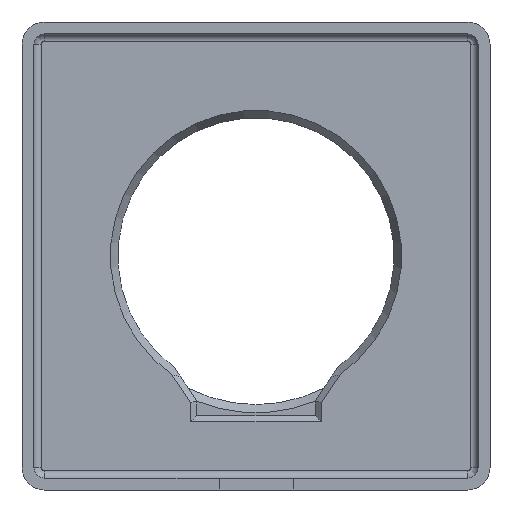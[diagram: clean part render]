
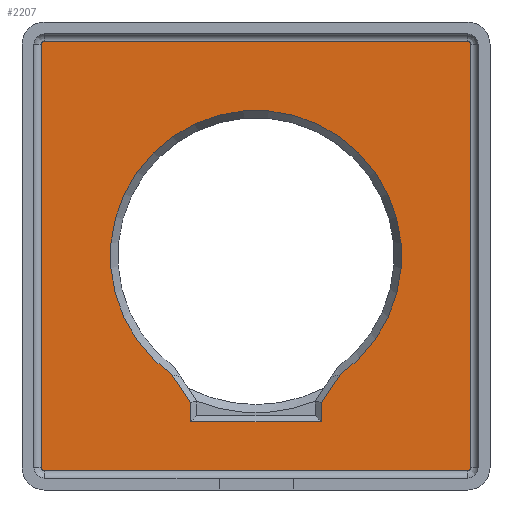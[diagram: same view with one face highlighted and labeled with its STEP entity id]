
A CAD part, front view. The second image highlights one B-rep face of the part: STEP entity #2207.
In plain terms, the highlighted planar face has unit normal (0, -1, 0).
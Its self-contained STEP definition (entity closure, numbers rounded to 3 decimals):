
#37=FACE_BOUND('',#850,.T.);
#65=PLANE('',#2340);
#152=LINE('',#3080,#423);
#155=LINE('',#3087,#426);
#156=LINE('',#3120,#427);
#159=LINE('',#3127,#430);
#203=LINE('',#3232,#474);
#204=LINE('',#3236,#475);
#205=LINE('',#3238,#476);
#206=LINE('',#3240,#477);
#207=LINE('',#3241,#478);
#423=VECTOR('',#2485,1.);
#426=VECTOR('',#2492,1.);
#427=VECTOR('',#2509,1.);
#430=VECTOR('',#2516,1.);
#474=VECTOR('',#2578,10.);
#475=VECTOR('',#2581,10.);
#476=VECTOR('',#2582,10.);
#477=VECTOR('',#2583,10.);
#478=VECTOR('',#2584,10.);
#724=FACE_OUTER_BOUND('',#849,.T.);
#849=EDGE_LOOP('',(#1633,#1634,#1635,#1636,#1637,#1638,#1639,#1640));
#850=EDGE_LOOP('',(#1641,#1642,#1643,#1644,#1645,#1646));
#981=CIRCLE('',#2315,0.4);
#987=CIRCLE('',#2323,0.4);
#991=CIRCLE('',#2327,0.4);
#994=CIRCLE('',#2332,0.4);
#998=CIRCLE('',#2341,19.6);
#1023=VERTEX_POINT('',#3069);
#1024=VERTEX_POINT('',#3071);
#1027=VERTEX_POINT('',#3078);
#1028=VERTEX_POINT('',#3083);
#1031=VERTEX_POINT('',#3098);
#1032=VERTEX_POINT('',#3111);
#1035=VERTEX_POINT('',#3118);
#1036=VERTEX_POINT('',#3123);
#1079=VERTEX_POINT('',#3230);
#1080=VERTEX_POINT('',#3231);
#1081=VERTEX_POINT('',#3233);
#1082=VERTEX_POINT('',#3235);
#1083=VERTEX_POINT('',#3237);
#1084=VERTEX_POINT('',#3239);
#1229=EDGE_CURVE('',#1023,#1024,#981,.T.);
#1233=EDGE_CURVE('',#1027,#1023,#152,.T.);
#1237=EDGE_CURVE('',#1024,#1028,#155,.T.);
#1239=EDGE_CURVE('',#1031,#1027,#987,.T.);
#1243=EDGE_CURVE('',#1028,#1032,#991,.T.);
#1245=EDGE_CURVE('',#1035,#1031,#156,.T.);
#1249=EDGE_CURVE('',#1032,#1036,#159,.T.);
#1250=EDGE_CURVE('',#1036,#1035,#994,.T.);
#1297=EDGE_CURVE('',#1079,#1080,#203,.T.);
#1298=EDGE_CURVE('',#1081,#1079,#998,.T.);
#1299=EDGE_CURVE('',#1082,#1081,#204,.T.);
#1300=EDGE_CURVE('',#1083,#1082,#205,.T.);
#1301=EDGE_CURVE('',#1084,#1083,#206,.T.);
#1302=EDGE_CURVE('',#1080,#1084,#207,.T.);
#1633=ORIENTED_EDGE('',*,*,#1229,.F.);
#1634=ORIENTED_EDGE('',*,*,#1233,.F.);
#1635=ORIENTED_EDGE('',*,*,#1239,.F.);
#1636=ORIENTED_EDGE('',*,*,#1245,.F.);
#1637=ORIENTED_EDGE('',*,*,#1250,.F.);
#1638=ORIENTED_EDGE('',*,*,#1249,.F.);
#1639=ORIENTED_EDGE('',*,*,#1243,.F.);
#1640=ORIENTED_EDGE('',*,*,#1237,.F.);
#1641=ORIENTED_EDGE('',*,*,#1297,.F.);
#1642=ORIENTED_EDGE('',*,*,#1298,.F.);
#1643=ORIENTED_EDGE('',*,*,#1299,.F.);
#1644=ORIENTED_EDGE('',*,*,#1300,.F.);
#1645=ORIENTED_EDGE('',*,*,#1301,.F.);
#1646=ORIENTED_EDGE('',*,*,#1302,.F.);
#2207=ADVANCED_FACE('',(#724,#37),#65,.F.);
#2315=AXIS2_PLACEMENT_3D('',#3072,#2475,#2476);
#2323=AXIS2_PLACEMENT_3D('',#3100,#2495,#2496);
#2327=AXIS2_PLACEMENT_3D('',#3115,#2503,#2504);
#2332=AXIS2_PLACEMENT_3D('',#3137,#2517,#2518);
#2340=AXIS2_PLACEMENT_3D('',#3229,#2576,#2577);
#2341=AXIS2_PLACEMENT_3D('',#3234,#2579,#2580);
#2475=DIRECTION('center_axis',(0.,1.,0.));
#2476=DIRECTION('ref_axis',(0.707,0.,-0.707));
#2485=DIRECTION('',(0.,0.,1.));
#2492=DIRECTION('',(1.,0.,0.));
#2495=DIRECTION('center_axis',(0.,1.,0.));
#2496=DIRECTION('ref_axis',(1.,0.,0.));
#2503=DIRECTION('center_axis',(0.,1.,0.));
#2504=DIRECTION('ref_axis',(0.,0.,
-1.));
#2509=DIRECTION('',(-1.,0.,0.));
#2516=DIRECTION('',(0.,0.,-1.));
#2517=DIRECTION('center_axis',(0.,1.,0.));
#2518=DIRECTION('ref_axis',(0.,0.,
1.));
#2576=DIRECTION('center_axis',(0.,1.,0.));
#2577=DIRECTION('ref_axis',(0.,0.,1.));
#2578=DIRECTION('',(0.555,0.,-0.832));
#2579=DIRECTION('center_axis',(0.,-1.,0.));
#2580=DIRECTION('ref_axis',(1.,0.,0.));
#2581=DIRECTION('',(0.555,0.,0.832));
#2582=DIRECTION('',(0.,0.,1.));
#2583=DIRECTION('',(1.,0.,0.));
#2584=DIRECTION('',(0.,0.,-1.));
#3069=CARTESIAN_POINT('',(-28.9,27.596,28.5));
#3071=CARTESIAN_POINT('',(-28.5,27.596,28.9));
#3072=CARTESIAN_POINT('Origin',(-28.5,27.596,28.5));
#3078=CARTESIAN_POINT('',(-28.9,27.596,-28.5));
#3080=CARTESIAN_POINT('',(-28.9,27.596,-31.5));
#3083=CARTESIAN_POINT('',(28.5,27.596,28.9));
#3087=CARTESIAN_POINT('',(0.,27.596,28.9));
#3098=CARTESIAN_POINT('',(-28.5,27.596,-28.9));
#3100=CARTESIAN_POINT('Origin',(-28.5,27.596,-28.5));
#3111=CARTESIAN_POINT('',(28.9,27.596,28.5));
#3115=CARTESIAN_POINT('Origin',(28.5,27.596,28.5));
#3118=CARTESIAN_POINT('',(28.5,27.596,-28.9));
#3120=CARTESIAN_POINT('',(31.5,27.596,-28.9));
#3123=CARTESIAN_POINT('',(28.9,27.596,-28.5));
#3127=CARTESIAN_POINT('',(28.9,27.596,0.));
#3137=CARTESIAN_POINT('Origin',(28.5,27.596,-28.5));
#3229=CARTESIAN_POINT('Origin',(0.,27.596,
0.));
#3230=CARTESIAN_POINT('',(-11.27,27.596,-16.036));
#3231=CARTESIAN_POINT('',(-8.8,27.596,-19.742));
#3232=CARTESIAN_POINT('',(-11.935,27.596,-15.038));
#3233=CARTESIAN_POINT('',(11.27,27.596,-16.036));
#3234=CARTESIAN_POINT('Origin',(0.,27.596,0.));
#3235=CARTESIAN_POINT('',(8.8,27.596,-19.742));
#3236=CARTESIAN_POINT('',(13.435,27.596,-12.788));
#3237=CARTESIAN_POINT('',(8.8,27.596,-22.3));
#3238=CARTESIAN_POINT('',(8.8,27.596,-9.75));
#3239=CARTESIAN_POINT('',(-8.8,27.596,-22.3));
#3240=CARTESIAN_POINT('',(4.,27.596,-22.3));
#3241=CARTESIAN_POINT('',(-8.8,27.596,-10.75));
